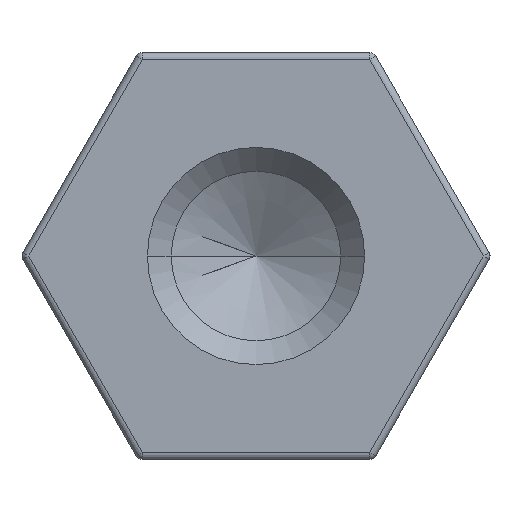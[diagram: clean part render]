
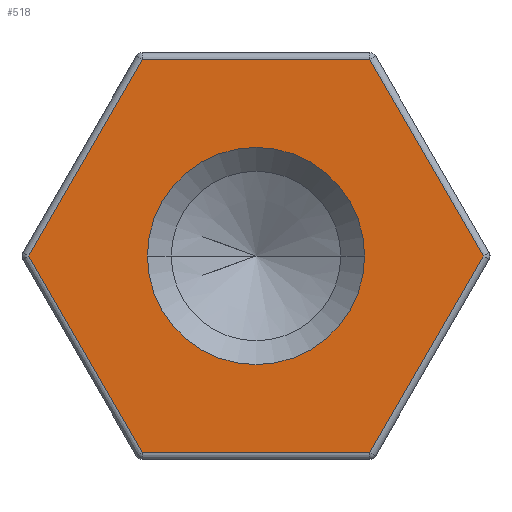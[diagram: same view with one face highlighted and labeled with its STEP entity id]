
A CAD part, left-side view. The second image highlights one B-rep face of the part: STEP entity #518.
In plain terms, the highlighted planar face has unit normal (-1, 0, 0).
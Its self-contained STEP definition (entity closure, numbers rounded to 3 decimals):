
#30 = VECTOR ( 'NONE', #58, 1000. ) ;
#31 = DIRECTION ( 'NONE',  ( 0., -0.5, 0.866 ) ) ;
#41 = EDGE_CURVE ( 'NONE', #458, #151, #1353, .T. ) ;
#52 = CARTESIAN_POINT ( 'NONE',  ( 0., -2.511, 1.45 ) ) ;
#58 = DIRECTION ( 'NONE',  ( 0., 0.5, 0.866 ) ) ;
#84 = VERTEX_POINT ( 'NONE', #745 ) ;
#115 = ORIENTED_EDGE ( 'NONE', *, *, #1373, .T. ) ;
#151 = VERTEX_POINT ( 'NONE', #1249 ) ;
#194 = ORIENTED_EDGE ( 'NONE', *, *, #954, .T. ) ;
#273 = VERTEX_POINT ( 'NONE', #1322 ) ;
#277 = EDGE_CURVE ( 'NONE', #525, #273, #945, .T. ) ;
#309 = ORIENTED_EDGE ( 'NONE', *, *, #277, .T. ) ;
#367 = ORIENTED_EDGE ( 'NONE', *, *, #41, .T. ) ;
#374 = VERTEX_POINT ( 'NONE', #1008 ) ;
#389 = ORIENTED_EDGE ( 'NONE', *, *, #1270, .T. ) ;
#428 = DIRECTION ( 'NONE',  ( 0., 1., 0. ) ) ;
#429 = DIRECTION ( 'NONE',  ( 1., 0., 0. ) ) ;
#433 = CARTESIAN_POINT ( 'NONE',  ( 0., 0., 0. ) ) ;
#441 = EDGE_LOOP ( 'NONE', ( #389, #309, #194, #115, #1110, #587 ) ) ;
#458 = VERTEX_POINT ( 'NONE', #886 ) ;
#459 = ORIENTED_EDGE ( 'NONE', *, *, #1116, .T. ) ;
#490 = LINE ( 'NONE', #52, #30 ) ;
#518 = ADVANCED_FACE ( 'NONE', ( #1435, #1306 ), #821, .F. ) ;
#525 = VERTEX_POINT ( 'NONE', #935 ) ;
#551 = VERTEX_POINT ( 'NONE', #1074 ) ;
#569 = VERTEX_POINT ( 'NONE', #974 ) ;
#584 = AXIS2_PLACEMENT_3D ( 'NONE', #1141, #1125, #713 ) ;
#587 = ORIENTED_EDGE ( 'NONE', *, *, #1326, .T. ) ;
#631 = EDGE_LOOP ( 'NONE', ( #459, #367 ) ) ;
#661 = CARTESIAN_POINT ( 'NONE',  ( 0., 0., -2.9 ) ) ;
#703 = VECTOR ( 'NONE', #1083, 1000. ) ;
#713 = DIRECTION ( 'NONE',  ( 0., 1., 0. ) ) ;
#726 = CARTESIAN_POINT ( 'NONE',  ( 0., -2.511, -1.45 ) ) ;
#745 = CARTESIAN_POINT ( 'NONE',  ( 0., 3.349, 0. ) ) ;
#760 = LINE ( 'NONE', #661, #703 ) ;
#821 = PLANE ( 'NONE',  #1437 ) ;
#859 = CARTESIAN_POINT ( 'NONE',  ( 0., 2.511, 1.45 ) ) ;
#886 = CARTESIAN_POINT ( 'NONE',  ( 0., -1.6, 0. ) ) ;
#896 = DIRECTION ( 'NONE',  ( 0., 0.5, -0.866 ) ) ;
#907 = EDGE_CURVE ( 'NONE', #569, #374, #760, .T. ) ;
#913 = LINE ( 'NONE', #859, #1134 ) ;
#925 = VECTOR ( 'NONE', #1383, 1000. ) ;
#935 = CARTESIAN_POINT ( 'NONE',  ( 0., -1.674, 2.9 ) ) ;
#945 = LINE ( 'NONE', #1299, #1381 ) ;
#954 = EDGE_CURVE ( 'NONE', #273, #84, #913, .T. ) ;
#958 = VECTOR ( 'NONE', #31, 1000. ) ;
#974 = CARTESIAN_POINT ( 'NONE',  ( 0., 1.674, -2.9 ) ) ;
#990 = CARTESIAN_POINT ( 'NONE',  ( 0., 0., 0. ) ) ;
#1001 = DIRECTION ( 'NONE',  ( 0., 1., 0. ) ) ;
#1003 = CARTESIAN_POINT ( 'NONE',  ( 0., 2.511, -1.45 ) ) ;
#1008 = CARTESIAN_POINT ( 'NONE',  ( 0., -1.674, -2.9 ) ) ;
#1070 = DIRECTION ( 'NONE',  ( 1., 0., 0. ) ) ;
#1074 = CARTESIAN_POINT ( 'NONE',  ( 0., -3.349, 0. ) ) ;
#1083 = DIRECTION ( 'NONE',  ( 0., -1., 0. ) ) ;
#1110 = ORIENTED_EDGE ( 'NONE', *, *, #907, .T. ) ;
#1116 = EDGE_CURVE ( 'NONE', #151, #458, #1148, .T. ) ;
#1118 = LINE ( 'NONE', #1003, #925 ) ;
#1125 = DIRECTION ( 'NONE',  ( 1., 0., 0. ) ) ;
#1134 = VECTOR ( 'NONE', #896, 1000. ) ;
#1141 = CARTESIAN_POINT ( 'NONE',  ( 0., 0., 0. ) ) ;
#1148 = CIRCLE ( 'NONE', #1343, 1.6 ) ;
#1211 = DIRECTION ( 'NONE',  ( 0., 1., 0. ) ) ;
#1216 = LINE ( 'NONE', #726, #958 ) ;
#1249 = CARTESIAN_POINT ( 'NONE',  ( 0., 1.6, 0. ) ) ;
#1270 = EDGE_CURVE ( 'NONE', #551, #525, #490, .T. ) ;
#1299 = CARTESIAN_POINT ( 'NONE',  ( 0., 0., 2.9 ) ) ;
#1306 = FACE_BOUND ( 'NONE', #631, .T. ) ;
#1322 = CARTESIAN_POINT ( 'NONE',  ( 0., 1.674, 2.9 ) ) ;
#1326 = EDGE_CURVE ( 'NONE', #374, #551, #1216, .T. ) ;
#1343 = AXIS2_PLACEMENT_3D ( 'NONE', #433, #429, #428 ) ;
#1353 = CIRCLE ( 'NONE', #584, 1.6 ) ;
#1373 = EDGE_CURVE ( 'NONE', #84, #569, #1118, .T. ) ;
#1381 = VECTOR ( 'NONE', #1211, 1000. ) ;
#1383 = DIRECTION ( 'NONE',  ( 0., -0.5, -0.866 ) ) ;
#1435 = FACE_OUTER_BOUND ( 'NONE', #441, .T. ) ;
#1437 = AXIS2_PLACEMENT_3D ( 'NONE', #990, #1070, #1001 ) ;
